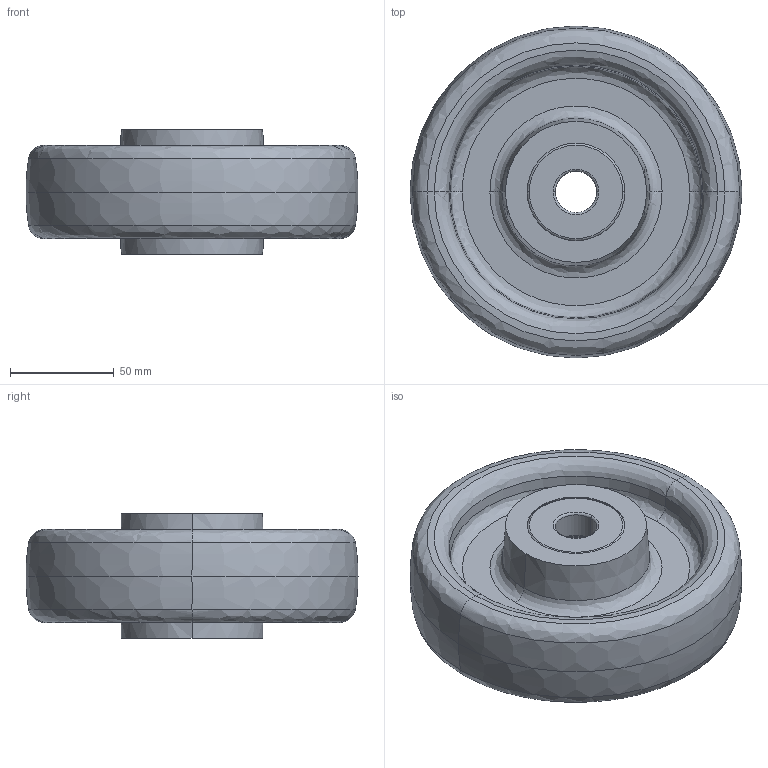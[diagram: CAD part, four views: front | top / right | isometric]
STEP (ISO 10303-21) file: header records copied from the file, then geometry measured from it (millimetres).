
FILE_DESCRIPTION (( 'STEP AP214' ), '1' );
FILE_NAME ('0014372.step', '2022-06-22T10:03:57', ( '' ), ( '' ), 'SwSTEP 2.0', 'SolidWorks 2020', '' );
FILE_SCHEMA (( 'AUTOMOTIVE_DESIGN' ));
Length unit declared in the file: millimetre
Products named in the file (1): 0014372
Bounding box: 160 x 160 x 60 mm (x, y, z)
Volume: 621379.3 mm3; surface area: 93018.6 mm2
Topology: 3 solids, 3 shells, 72 faces, 144 edges, 82 vertices
Faces by surface type: bspline 20, torus 20, cone 12, plane 10, cylinder 10
Entity records: 3914 total; most frequent: CARTESIAN_POINT 1567, DIRECTION 356, ORIENTED_EDGE 288, AXIS2_PLACEMENT_3D 167, EDGE_CURVE 144, CIRCLE 114, EDGE_LOOP 82, VERTEX_POINT 82
